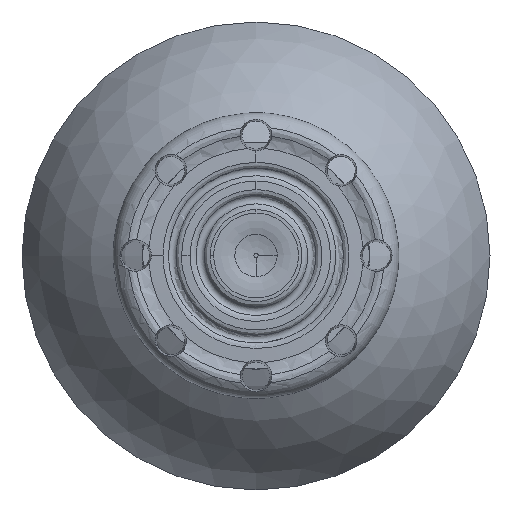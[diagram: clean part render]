
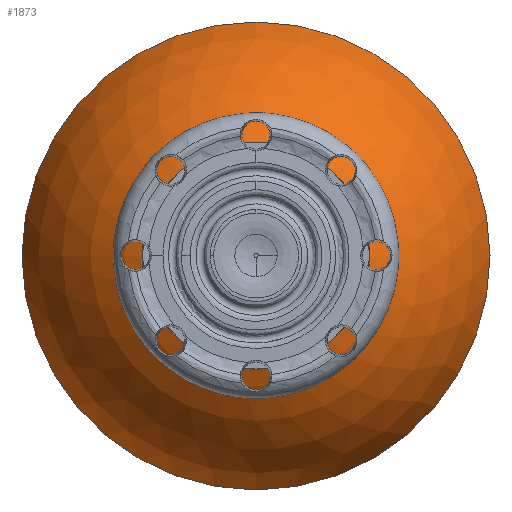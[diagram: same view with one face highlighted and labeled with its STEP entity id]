
A CAD part, top view. The second image highlights one B-rep face of the part: STEP entity #1873.
In plain terms, the highlighted spherical face has radius 13.229 mm.
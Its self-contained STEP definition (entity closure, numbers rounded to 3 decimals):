
#92=SPHERICAL_SURFACE('',#2012,13.229);
#227=FACE_OUTER_BOUND('',#328,.T.);
#328=EDGE_LOOP('',(#1257,#1258,#1259,#1260));
#446=CIRCLE('',#2005,12.575);
#447=CIRCLE('',#2007,5.005);
#451=CIRCLE('',#2013,13.229);
#711=VERTEX_POINT('',#2935);
#712=VERTEX_POINT('',#2938);
#923=EDGE_CURVE('',#711,#711,#446,.T.);
#924=EDGE_CURVE('',#712,#712,#447,.T.);
#929=EDGE_CURVE('',#712,#711,#451,.T.);
#1257=ORIENTED_EDGE('',*,*,#924,.F.);
#1258=ORIENTED_EDGE('',*,*,#929,.T.);
#1259=ORIENTED_EDGE('',*,*,#923,.F.);
#1260=ORIENTED_EDGE('',*,*,#929,.F.);
#1873=ADVANCED_FACE('',(#227),#92,.T.);
#2005=AXIS2_PLACEMENT_3D('',#2936,#2229,#2230);
#2007=AXIS2_PLACEMENT_3D('',#2939,#2233,#2234);
#2012=AXIS2_PLACEMENT_3D('',#2947,#2244,#2245);
#2013=AXIS2_PLACEMENT_3D('',#2948,#2246,#2247);
#2229=DIRECTION('center_axis',(0.,0.,
-1.));
#2230=DIRECTION('ref_axis',(1.,0.,0.));
#2233=DIRECTION('center_axis',(0.,0.,1.));
#2234=DIRECTION('ref_axis',(0.117,-0.993,0.));
#2244=DIRECTION('center_axis',(0.,0.,1.));
#2245=DIRECTION('ref_axis',(1.,0.,0.));
#2246=DIRECTION('center_axis',(0.,-1.,0.));
#2247=DIRECTION('ref_axis',(-1.,0.,0.));
#2935=CARTESIAN_POINT('',(-12.575,0.,-9.1));
#2936=CARTESIAN_POINT('Origin',(0.,0.,
-9.1));
#2938=CARTESIAN_POINT('',(-5.005,0.,-0.962));
#2939=CARTESIAN_POINT('Origin',(0.,0.,
-0.962));
#2947=CARTESIAN_POINT('Origin',(0.,0.,
-13.208));
#2948=CARTESIAN_POINT('Origin',(0.,0.,
-13.208));
